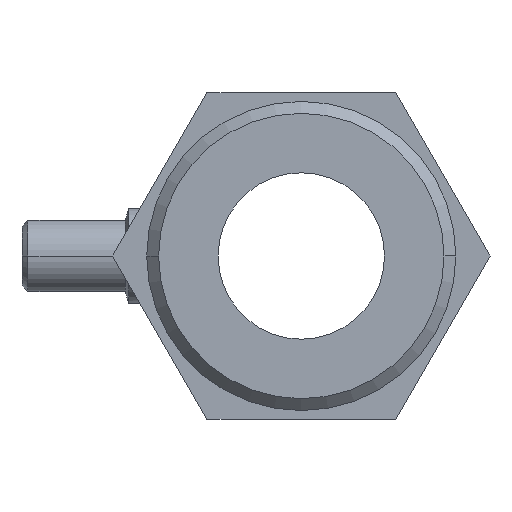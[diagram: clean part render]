
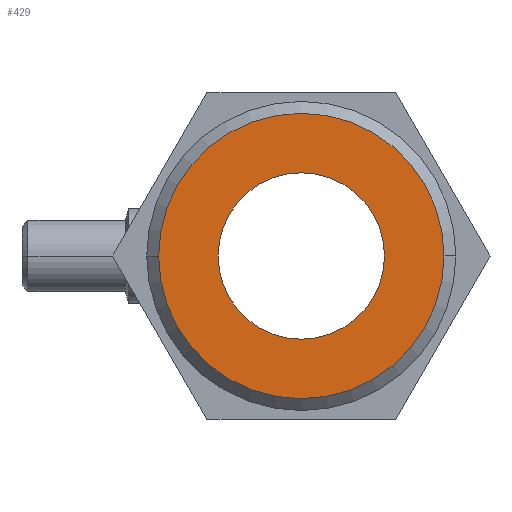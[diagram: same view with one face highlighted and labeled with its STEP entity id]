
A CAD part, left-side view. The second image highlights one B-rep face of the part: STEP entity #429.
In plain terms, the highlighted planar face has unit normal (-1, 0, 0).
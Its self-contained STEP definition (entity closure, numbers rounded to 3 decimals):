
#429 = ADVANCED_FACE( '', ( #1087, #1088 ), #1089, .T. );
#539 = EDGE_CURVE( '', #951, #901, #1213, .T. );
#649 = EDGE_CURVE( '', #703, #667, #1338, .T. );
#667 = VERTEX_POINT( '', #1356 );
#703 = VERTEX_POINT( '', #1399 );
#773 = EDGE_CURVE( '', #667, #703, #1474, .T. );
#901 = VERTEX_POINT( '', #1619 );
#911 = EDGE_CURVE( '', #901, #951, #1631, .T. );
#951 = VERTEX_POINT( '', #1676 );
#1087 = FACE_BOUND( '', #1853, .T. );
#1088 = FACE_OUTER_BOUND( '', #1854, .T. );
#1089 = PLANE( '', #1855 );
#1213 = CIRCLE( '', #2068, 24.013 );
#1338 = CIRCLE( '', #2258, 14. );
#1356 = CARTESIAN_POINT( '', ( -102., 14., 0. ) );
#1399 = CARTESIAN_POINT( '', ( -102., -14., 0. ) );
#1474 = CIRCLE( '', #2527, 14. );
#1619 = CARTESIAN_POINT( '', ( -102., 24.013, 0. ) );
#1631 = CIRCLE( '', #2783, 24.013 );
#1676 = CARTESIAN_POINT( '', ( -102., -24.013, 0. ) );
#1853 = EDGE_LOOP( '', ( #3034, #3035 ) );
#1854 = EDGE_LOOP( '', ( #3036, #3037 ) );
#1855 = AXIS2_PLACEMENT_3D( '', #3038, #3039, #3040 );
#2068 = AXIS2_PLACEMENT_3D( '', #3185, #3186, #3187 );
#2258 = AXIS2_PLACEMENT_3D( '', #3327, #3328, #3329 );
#2527 = AXIS2_PLACEMENT_3D( '', #3474, #3475, #3476 );
#2783 = AXIS2_PLACEMENT_3D( '', #3691, #3692, #3693 );
#3034 = ORIENTED_EDGE( '', *, *, #773, .T. );
#3035 = ORIENTED_EDGE( '', *, *, #649, .T. );
#3036 = ORIENTED_EDGE( '', *, *, #911, .T. );
#3037 = ORIENTED_EDGE( '', *, *, #539, .T. );
#3038 = CARTESIAN_POINT( '', ( -102., 12.007, 0. ) );
#3039 = DIRECTION( '', ( -1., 0., 0. ) );
#3040 = DIRECTION( '', ( 0., 1., 0. ) );
#3185 = CARTESIAN_POINT( '', ( -102., 0., 0. ) );
#3186 = DIRECTION( '', ( -1., 0., 0. ) );
#3187 = DIRECTION( '', ( 0., 1., 0. ) );
#3327 = CARTESIAN_POINT( '', ( -102., 0., 0. ) );
#3328 = DIRECTION( '', ( 1., 0., 0. ) );
#3329 = DIRECTION( '', ( 0., 1., 0. ) );
#3474 = CARTESIAN_POINT( '', ( -102., 0., 0. ) );
#3475 = DIRECTION( '', ( 1., 0., 0. ) );
#3476 = DIRECTION( '', ( 0., 1., 0. ) );
#3691 = CARTESIAN_POINT( '', ( -102., 0., 0. ) );
#3692 = DIRECTION( '', ( -1., 0., 0. ) );
#3693 = DIRECTION( '', ( 0., 1., 0. ) );
